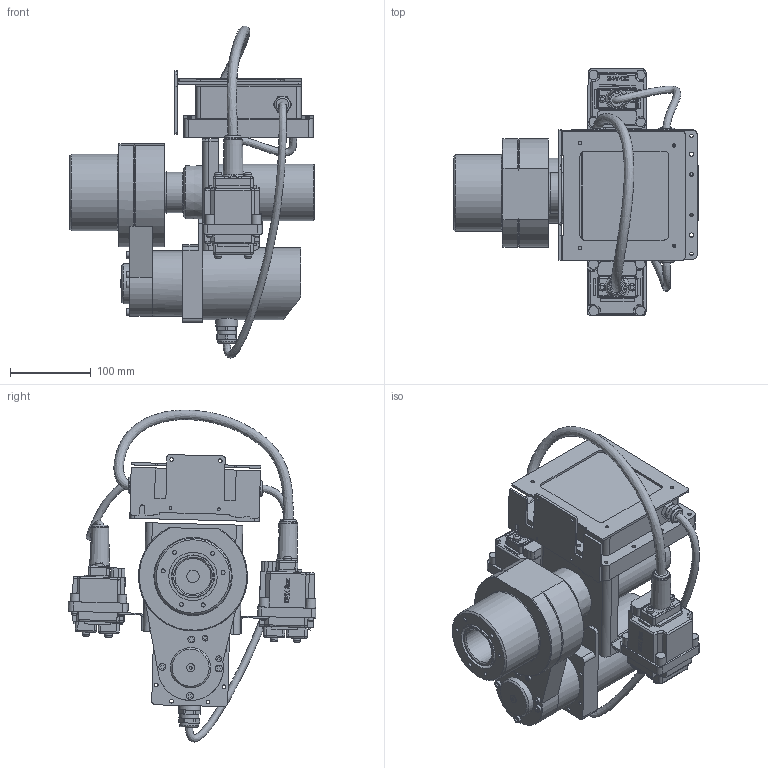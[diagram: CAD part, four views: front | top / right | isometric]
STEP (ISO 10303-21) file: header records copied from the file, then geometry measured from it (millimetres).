
FILE_DESCRIPTION(/* description */ ('','CAx-IF Rec.Pracs.---Representation and Presentation of Product Manufacturing Information (PMI)---4.0---2014-10-13'),/* implementation_level */ '2;1');
FILE_NAME(/* name */ '71244_Rotationsmodul.stp',/* time_stamp */ '2020-08-10T09:21:48+02:00',/* author */ ('guzb562'),/* organization */ (''),/* preprocessor_version */ 'ST-DEVELOPER v17.2',/* originating_system */ 'Autodesk Inventor 2019',/* authorisation */ '');
FILE_SCHEMA (('AP242_MANAGED_MODEL_BASED_3D_ENGINEERING_MIM_LF { 1 0 10303 442 1 1 4 }'));
Products named in the file (13): 51161 Rotationsmodul; 51161 Rotationsmodul_1; Stecker 1; Stecker 24V; 51161 Rotationsmodul.Kabelbaum1; 51161 Rotationsmodul.Kabelbaum1_1; DMX box; Box_DMX_; Power Box; Box_Power; Stecker_Kappe; 71244 Rotationsmodul.Kabelbaum2; 71244 Rotationsmodul.Kabelbaum2_1
Assembly tree (17 placements, depth 3):
  51161 Rotationsmodul
    51161 Rotationsmodul_1
    Stecker 1
    Stecker 24V
    51161 Rotationsmodul.Kabelbaum1
      51161 Rotationsmodul.Kabelbaum1_1
    DMX box
      Stecker_Kappe  x3
      Box_DMX_
    Power Box
      Box_Power
      Stecker_Kappe  x3
    71244 Rotationsmodul.Kabelbaum2
      71244 Rotationsmodul.Kabelbaum2_1
Bounding box: 303.05 x 306.63 x 410.91 mm (x, y, z)
Volume: 4724253.2 mm3; surface area: 647322.9 mm2
Topology: 19 solids, 38 shells, 2865 faces, 10303 edges, 10360 vertices
Faces by surface type: plane 1876, cylinder 585, bspline 349, cone 29, torus 26
Full cylindrical faces by diameter (mm): 1.3 x5, 3.3 x2, 3.631 x1, 4.019 x1, 4.2 x20, 4.5 x2, 4.6 x8, 5 x9, 5.216 x2, 5.6 x4, 5.8 x2, 6 x26, 7 x10, 7.194 x3, 7.255 x1, 7.683 x1, 8.5 x4, 9 x12, 9.924 x1, 14 x4, 15.605 x1, 15.899 x1, 18.525 x1, 18.922 x6, 19.185 x1, 19.721 x3, 19.899 x2, 21.6 x1, 22.126 x1, 23.7 x3
Entity records: 106386 total; most frequent: CARTESIAN_POINT 36471, ORIENTED_EDGE 13108, DIRECTION 12392, EDGE_CURVE 6557, LINE 4906, VECTOR 4906, VERTEX_POINT 4340, AXIS2_PLACEMENT_3D 3743
